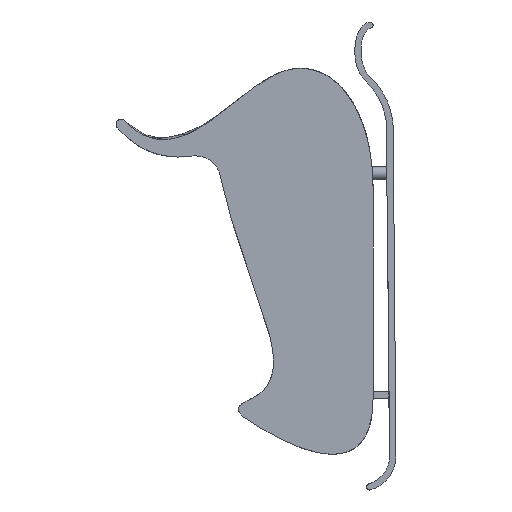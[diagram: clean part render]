
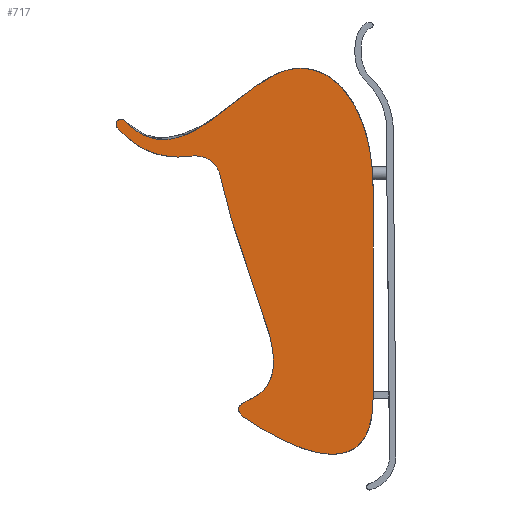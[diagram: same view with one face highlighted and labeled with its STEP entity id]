
A CAD part, left-side view. The second image highlights one B-rep face of the part: STEP entity #717.
In plain terms, the highlighted planar face has unit normal (-1, 0, 0).
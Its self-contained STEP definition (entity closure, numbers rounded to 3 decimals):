
#5 = CARTESIAN_POINT ( 'NONE',  ( 51.922, 7.192, 21.281 ) ) ;
#36 = DIRECTION ( 'NONE',  ( 0., 0., -1. ) ) ;
#46 = CARTESIAN_POINT ( 'NONE',  ( 51.922, 7.244, 21.191 ) ) ;
#98 = ORIENTED_EDGE ( 'NONE', *, *, #1612, .F. ) ;
#127 = VERTEX_POINT ( 'NONE', #786 ) ;
#135 = ORIENTED_EDGE ( 'NONE', *, *, #539, .F. ) ;
#151 = AXIS2_PLACEMENT_3D ( 'NONE', #1146, #2187, #967 ) ;
#212 = VERTEX_POINT ( 'NONE', #882 ) ;
#240 = CARTESIAN_POINT ( 'NONE',  ( 51.922, 7.192, 21.281 ) ) ;
#251 = CARTESIAN_POINT ( 'NONE',  ( 51.922, 7.226, 21.354 ) ) ;
#254 = CARTESIAN_POINT ( 'NONE',  ( 51.922, 7.192, 21.198 ) ) ;
#259 = CARTESIAN_POINT ( 'NONE',  ( 51.922, 7.245, 21.25 ) ) ;
#282 = CARTESIAN_POINT ( 'NONE',  ( 51.922, 7.262, 21.294 ) ) ;
#387 = CARTESIAN_POINT ( 'NONE',  ( 51.922, 7.293, 21.305 ) ) ;
#398 = B_SPLINE_CURVE_WITH_KNOTS ( 'NONE', 3,
 ( #1130, #1842, #2204, #1666 ),
 .UNSPECIFIED., .F., .F.,
 ( 4, 4 ),
 ( 0., 1. ),
 .UNSPECIFIED. ) ;
#401 = EDGE_CURVE ( 'NONE', #212, #691, #522, .T. ) ;
#432 = DIRECTION ( 'NONE',  ( 0., 0., -1. ) ) ;
#522 = B_SPLINE_CURVE_WITH_KNOTS ( 'NONE', 3,
 ( #1789, #1254, #1415, #741, #387 ),
 .UNSPECIFIED., .F., .F.,
 ( 4, 1, 4 ),
 ( 0.21, 0.605, 1. ),
 .UNSPECIFIED. ) ;
#534 = ORIENTED_EDGE ( 'NONE', *, *, #578, .F. ) ;
#539 = EDGE_CURVE ( 'NONE', #545, #1947, #1969, .T. ) ;
#545 = VERTEX_POINT ( 'NONE', #5 ) ;
#564 = CIRCLE ( 'NONE', #151, 0.01 ) ;
#566 = CIRCLE ( 'NONE', #2167, 0.002 ) ;
#578 = EDGE_CURVE ( 'NONE', #691, #888, #1572, .T. ) ;
#588 = B_SPLINE_CURVE_WITH_KNOTS ( 'NONE', 3,
 ( #46, #1474, #1858, #1135, #259, #2186 ),
 .UNSPECIFIED., .F., .F.,
 ( 4, 1, 1, 4 ),
 ( 0., 0.23, 0.324, 0.941 ),
 .UNSPECIFIED. ) ;
#626 = CARTESIAN_POINT ( 'NONE',  ( 51.922, 7.29, 21.307 ) ) ;
#691 = VERTEX_POINT ( 'NONE', #793 ) ;
#717 = ADVANCED_FACE ( 'NONE', ( #1298 ), #2196, .F. ) ;
#741 = CARTESIAN_POINT ( 'NONE',  ( 51.922, 7.289, 21.3 ) ) ;
#786 = CARTESIAN_POINT ( 'NONE',  ( 51.922, 7.29, 21.307 ) ) ;
#787 = EDGE_CURVE ( 'NONE', #1673, #1582, #588, .T. ) ;
#793 = CARTESIAN_POINT ( 'NONE',  ( 51.922, 7.293, 21.305 ) ) ;
#820 = ORIENTED_EDGE ( 'NONE', *, *, #2025, .F. ) ;
#821 = EDGE_CURVE ( 'NONE', #888, #127, #566, .T. ) ;
#844 = VERTEX_POINT ( 'NONE', #282 ) ;
#882 = CARTESIAN_POINT ( 'NONE',  ( 51.922, 7.264, 21.294 ) ) ;
#883 = CARTESIAN_POINT ( 'NONE',  ( 51.922, 7.244, 21.191 ) ) ;
#888 = VERTEX_POINT ( 'NONE', #2251 ) ;
#936 = ORIENTED_EDGE ( 'NONE', *, *, #1381, .F. ) ;
#955 = DIRECTION ( 'NONE',  ( 1., 0., 0. ) ) ;
#967 = DIRECTION ( 'NONE',  ( 0., 0., 1. ) ) ;
#995 = ORIENTED_EDGE ( 'NONE', *, *, #821, .F. ) ;
#1077 = CARTESIAN_POINT ( 'NONE',  ( 51.922, 7.291, 21.306 ) ) ;
#1118 = CARTESIAN_POINT ( 'NONE',  ( 51.922, 7.252, 21.286 ) ) ;
#1130 = CARTESIAN_POINT ( 'NONE',  ( 51.922, 7.192, 21.198 ) ) ;
#1135 = CARTESIAN_POINT ( 'NONE',  ( 51.922, 7.224, 21.216 ) ) ;
#1146 = CARTESIAN_POINT ( 'NONE',  ( 51.922, 7.262, 21.284 ) ) ;
#1159 = AXIS2_PLACEMENT_3D ( 'NONE', #1077, #1463, #2302 ) ;
#1178 = DIRECTION ( 'NONE',  ( 0., 0., -1. ) ) ;
#1223 = CARTESIAN_POINT ( 'NONE',  ( 51.922, 7.262, 21.284 ) ) ;
#1254 = CARTESIAN_POINT ( 'NONE',  ( 51.922, 7.269, 21.293 ) ) ;
#1298 = FACE_OUTER_BOUND ( 'NONE', #1384, .T. ) ;
#1346 = DIRECTION ( 'NONE',  ( 1., 0., 0. ) ) ;
#1381 = EDGE_CURVE ( 'NONE', #1582, #844, #564, .T. ) ;
#1384 = EDGE_LOOP ( 'NONE', ( #2304, #995, #534, #1981, #820, #936, #1441, #98, #135 ) ) ;
#1387 = AXIS2_PLACEMENT_3D ( 'NONE', #1483, #955, #432 ) ;
#1415 = CARTESIAN_POINT ( 'NONE',  ( 51.922, 7.28, 21.294 ) ) ;
#1441 = ORIENTED_EDGE ( 'NONE', *, *, #787, .F. ) ;
#1452 = VECTOR ( 'NONE', #36, 1000. ) ;
#1463 = DIRECTION ( 'NONE',  ( 1., 0., 0. ) ) ;
#1474 = CARTESIAN_POINT ( 'NONE',  ( 51.922, 7.248, 21.196 ) ) ;
#1483 = CARTESIAN_POINT ( 'NONE',  ( 51.922, 7.228, 21.327 ) ) ;
#1522 = CARTESIAN_POINT ( 'NONE',  ( 51.922, 7.192, 21.315 ) ) ;
#1560 = DIRECTION ( 'NONE',  ( 0., 0., 1. ) ) ;
#1572 = CIRCLE ( 'NONE', #1159, 0.002 ) ;
#1582 = VERTEX_POINT ( 'NONE', #1118 ) ;
#1603 = CARTESIAN_POINT ( 'NONE',  ( 51.922, 7.192, 21.281 ) ) ;
#1612 = EDGE_CURVE ( 'NONE', #1947, #1673, #398, .T. ) ;
#1666 = CARTESIAN_POINT ( 'NONE',  ( 51.922, 7.244, 21.191 ) ) ;
#1673 = VERTEX_POINT ( 'NONE', #883 ) ;
#1726 = CARTESIAN_POINT ( 'NONE',  ( 51.922, 7.291, 21.306 ) ) ;
#1762 = CIRCLE ( 'NONE', #1806, 0.01 ) ;
#1789 = CARTESIAN_POINT ( 'NONE',  ( 51.922, 7.264, 21.294 ) ) ;
#1806 = AXIS2_PLACEMENT_3D ( 'NONE', #1223, #2124, #1560 ) ;
#1837 = CARTESIAN_POINT ( 'NONE',  ( 51.922, 7.268, 21.286 ) ) ;
#1842 = CARTESIAN_POINT ( 'NONE',  ( 51.922, 7.192, 21.164 ) ) ;
#1858 = CARTESIAN_POINT ( 'NONE',  ( 51.922, 7.239, 21.197 ) ) ;
#1884 = B_SPLINE_CURVE_WITH_KNOTS ( 'NONE', 3,
 ( #626, #1837, #251, #1522, #240 ),
 .UNSPECIFIED., .F., .F.,
 ( 4, 1, 4 ),
 ( 0., 0.487, 1. ),
 .UNSPECIFIED. ) ;
#1947 = VERTEX_POINT ( 'NONE', #254 ) ;
#1969 = LINE ( 'NONE', #1603, #1452 ) ;
#1981 = ORIENTED_EDGE ( 'NONE', *, *, #401, .F. ) ;
#2025 = EDGE_CURVE ( 'NONE', #844, #212, #1762, .T. ) ;
#2124 = DIRECTION ( 'NONE',  ( -1., 0., 0. ) ) ;
#2167 = AXIS2_PLACEMENT_3D ( 'NONE', #1726, #1346, #1178 ) ;
#2186 = CARTESIAN_POINT ( 'NONE',  ( 51.922, 7.252, 21.286 ) ) ;
#2187 = DIRECTION ( 'NONE',  ( -1., 0., 0. ) ) ;
#2196 = PLANE ( 'NONE',  #1387 ) ;
#2200 = EDGE_CURVE ( 'NONE', #127, #545, #1884, .T. ) ;
#2204 = CARTESIAN_POINT ( 'NONE',  ( 51.922, 7.222, 21.176 ) ) ;
#2251 = CARTESIAN_POINT ( 'NONE',  ( 51.922, 7.291, 21.308 ) ) ;
#2302 = DIRECTION ( 'NONE',  ( 0., 0., -1. ) ) ;
#2304 = ORIENTED_EDGE ( 'NONE', *, *, #2200, .F. ) ;
